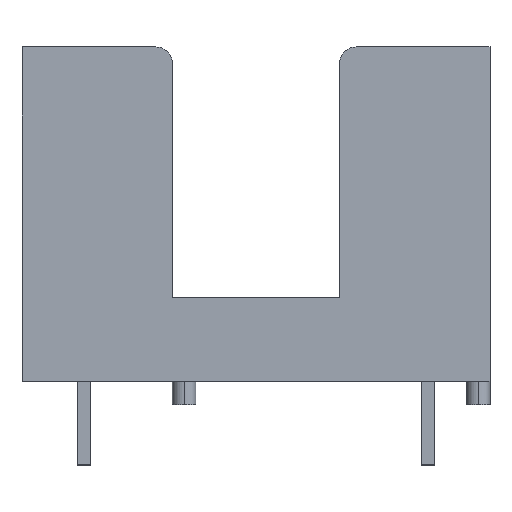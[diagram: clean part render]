
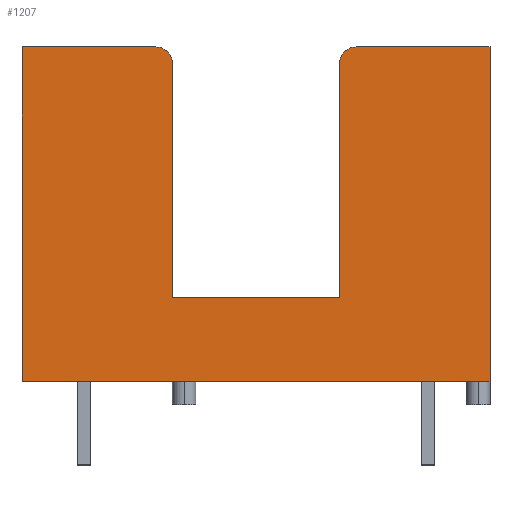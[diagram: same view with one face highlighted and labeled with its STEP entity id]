
A CAD part, top view. The second image highlights one B-rep face of the part: STEP entity #1207.
In plain terms, the highlighted planar face has unit normal (0, 0, 1).
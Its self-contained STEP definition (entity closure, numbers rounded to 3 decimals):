
#23 = VECTOR ( 'NONE', #710, 1000. ) ;
#33 = CARTESIAN_POINT ( 'NONE',  ( -3., 5., 6. ) ) ;
#88 = CARTESIAN_POINT ( 'NONE',  ( -3., 4.5, 6. ) ) ;
#109 = CARTESIAN_POINT ( 'NONE',  ( -7., -5., 6. ) ) ;
#126 = VERTEX_POINT ( 'NONE', #1253 ) ;
#152 = ORIENTED_EDGE ( 'NONE', *, *, #1739, .T. ) ;
#270 = EDGE_CURVE ( 'NONE', #1839, #1815, #1219, .T. ) ;
#271 = DIRECTION ( 'NONE',  ( 0., 0., 1. ) ) ;
#292 = CARTESIAN_POINT ( 'NONE',  ( 7., 5., 6. ) ) ;
#345 = CARTESIAN_POINT ( 'NONE',  ( -2.5, -2.5, 6. ) ) ;
#367 = ORIENTED_EDGE ( 'NONE', *, *, #1997, .T. ) ;
#375 = VERTEX_POINT ( 'NONE', #2327 ) ;
#479 = LINE ( 'NONE', #944, #23 ) ;
#493 = DIRECTION ( 'NONE',  ( 0., 1., 0. ) ) ;
#509 = VECTOR ( 'NONE', #2163, 1000. ) ;
#512 = CARTESIAN_POINT ( 'NONE',  ( -7., 5., 6. ) ) ;
#530 = VERTEX_POINT ( 'NONE', #2360 ) ;
#543 = DIRECTION ( 'NONE',  ( 1., 0., 0. ) ) ;
#551 = FACE_OUTER_BOUND ( 'NONE', #2190, .T. ) ;
#621 = DIRECTION ( 'NONE',  ( 0., 0., 1. ) ) ;
#707 = CARTESIAN_POINT ( 'NONE',  ( -2.5, -2.5, 6. ) ) ;
#710 = DIRECTION ( 'NONE',  ( -1., 0., 0. ) ) ;
#760 = EDGE_CURVE ( 'NONE', #530, #126, #2571, .T. ) ;
#768 = VECTOR ( 'NONE', #968, 1000. ) ;
#801 = CARTESIAN_POINT ( 'NONE',  ( -7., 5., 6. ) ) ;
#825 = CARTESIAN_POINT ( 'NONE',  ( 3., 4.5, 6. ) ) ;
#845 = DIRECTION ( 'NONE',  ( 1., 0., 0. ) ) ;
#871 = LINE ( 'NONE', #2528, #1531 ) ;
#932 = ORIENTED_EDGE ( 'NONE', *, *, #760, .T. ) ;
#944 = CARTESIAN_POINT ( 'NONE',  ( -7., 5., 6. ) ) ;
#968 = DIRECTION ( 'NONE',  ( -1., 0., 0. ) ) ;
#997 = VECTOR ( 'NONE', #1858, 1000. ) ;
#1003 = CIRCLE ( 'NONE', #1817, 0.5 ) ;
#1085 = ORIENTED_EDGE ( 'NONE', *, *, #1682, .T. ) ;
#1176 = AXIS2_PLACEMENT_3D ( 'NONE', #2486, #1295, #1498 ) ;
#1207 = ADVANCED_FACE ( 'NONE', ( #551 ), #1874, .T. ) ;
#1219 = LINE ( 'NONE', #2102, #2428 ) ;
#1236 = EDGE_CURVE ( 'NONE', #2049, #375, #2339, .T. ) ;
#1253 = CARTESIAN_POINT ( 'NONE',  ( 2.5, 4.5, 6. ) ) ;
#1270 = VERTEX_POINT ( 'NONE', #1525 ) ;
#1274 = EDGE_CURVE ( 'NONE', #2057, #2017, #479, .T. ) ;
#1295 = DIRECTION ( 'NONE',  ( 0., 0., 1. ) ) ;
#1311 = LINE ( 'NONE', #1966, #509 ) ;
#1315 = DIRECTION ( 'NONE',  ( 1., 0., 0. ) ) ;
#1348 = DIRECTION ( 'NONE',  ( 0., -1., 0. ) ) ;
#1376 = CARTESIAN_POINT ( 'NONE',  ( 7., 5., 6. ) ) ;
#1390 = EDGE_CURVE ( 'NONE', #126, #1270, #1311, .T. ) ;
#1394 = ORIENTED_EDGE ( 'NONE', *, *, #1390, .T. ) ;
#1405 = LINE ( 'NONE', #512, #2331 ) ;
#1440 = ORIENTED_EDGE ( 'NONE', *, *, #1236, .T. ) ;
#1498 = DIRECTION ( 'NONE',  ( 1., 0., 0. ) ) ;
#1525 = CARTESIAN_POINT ( 'NONE',  ( 2.5, -2.5, 6. ) ) ;
#1531 = VECTOR ( 'NONE', #543, 1000. ) ;
#1603 = ORIENTED_EDGE ( 'NONE', *, *, #2431, .T. ) ;
#1662 = VERTEX_POINT ( 'NONE', #2293 ) ;
#1682 = EDGE_CURVE ( 'NONE', #1815, #2057, #1003, .T. ) ;
#1684 = LINE ( 'NONE', #707, #1755 ) ;
#1700 = DIRECTION ( 'NONE',  ( 1., 0., 0. ) ) ;
#1708 = LINE ( 'NONE', #2153, #768 ) ;
#1733 = ORIENTED_EDGE ( 'NONE', *, *, #1274, .T. ) ;
#1739 = EDGE_CURVE ( 'NONE', #1270, #1839, #1684, .T. ) ;
#1749 = CARTESIAN_POINT ( 'NONE',  ( -2.5, 4.5, 6. ) ) ;
#1755 = VECTOR ( 'NONE', #2098, 1000. ) ;
#1757 = CARTESIAN_POINT ( 'NONE',  ( -7., -5., 6. ) ) ;
#1809 = ORIENTED_EDGE ( 'NONE', *, *, #1907, .T. ) ;
#1815 = VERTEX_POINT ( 'NONE', #1749 ) ;
#1817 = AXIS2_PLACEMENT_3D ( 'NONE', #88, #271, #1700 ) ;
#1839 = VERTEX_POINT ( 'NONE', #345 ) ;
#1858 = DIRECTION ( 'NONE',  ( 0., 1., 0. ) ) ;
#1874 = PLANE ( 'NONE',  #1176 ) ;
#1907 = EDGE_CURVE ( 'NONE', #375, #1662, #871, .T. ) ;
#1925 = VERTEX_POINT ( 'NONE', #1376 ) ;
#1937 = VECTOR ( 'NONE', #1315, 1000. ) ;
#1966 = CARTESIAN_POINT ( 'NONE',  ( 2.5, 5., 6. ) ) ;
#1997 = EDGE_CURVE ( 'NONE', #1925, #530, #1708, .T. ) ;
#2017 = VERTEX_POINT ( 'NONE', #801 ) ;
#2049 = VERTEX_POINT ( 'NONE', #1757 ) ;
#2057 = VERTEX_POINT ( 'NONE', #33 ) ;
#2098 = DIRECTION ( 'NONE',  ( -1., 0., 0. ) ) ;
#2102 = CARTESIAN_POINT ( 'NONE',  ( -2.5, 5., 6. ) ) ;
#2116 = LINE ( 'NONE', #292, #997 ) ;
#2153 = CARTESIAN_POINT ( 'NONE',  ( 2.5, 5., 6. ) ) ;
#2163 = DIRECTION ( 'NONE',  ( 0., -1., 0. ) ) ;
#2190 = EDGE_LOOP ( 'NONE', ( #367, #932, #1394, #152, #2280, #1085, #1733, #1603, #1440, #1809, #2208 ) ) ;
#2208 = ORIENTED_EDGE ( 'NONE', *, *, #2262, .T. ) ;
#2262 = EDGE_CURVE ( 'NONE', #1662, #1925, #2116, .T. ) ;
#2280 = ORIENTED_EDGE ( 'NONE', *, *, #270, .T. ) ;
#2293 = CARTESIAN_POINT ( 'NONE',  ( 7., -5., 6. ) ) ;
#2327 = CARTESIAN_POINT ( 'NONE',  ( -2.15, -5., 6. ) ) ;
#2331 = VECTOR ( 'NONE', #1348, 1000. ) ;
#2339 = LINE ( 'NONE', #109, #1937 ) ;
#2360 = CARTESIAN_POINT ( 'NONE',  ( 3., 5., 6. ) ) ;
#2378 = AXIS2_PLACEMENT_3D ( 'NONE', #825, #621, #845 ) ;
#2428 = VECTOR ( 'NONE', #493, 1000. ) ;
#2431 = EDGE_CURVE ( 'NONE', #2017, #2049, #1405, .T. ) ;
#2486 = CARTESIAN_POINT ( 'NONE',  ( 0., 0., 6. ) ) ;
#2528 = CARTESIAN_POINT ( 'NONE',  ( -7., -5., 6. ) ) ;
#2571 = CIRCLE ( 'NONE', #2378, 0.5 ) ;
